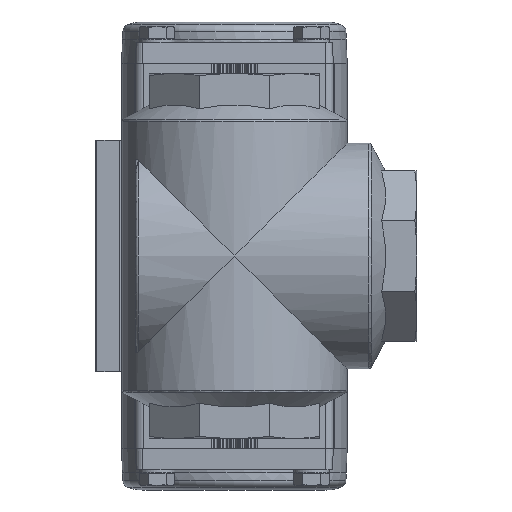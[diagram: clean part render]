
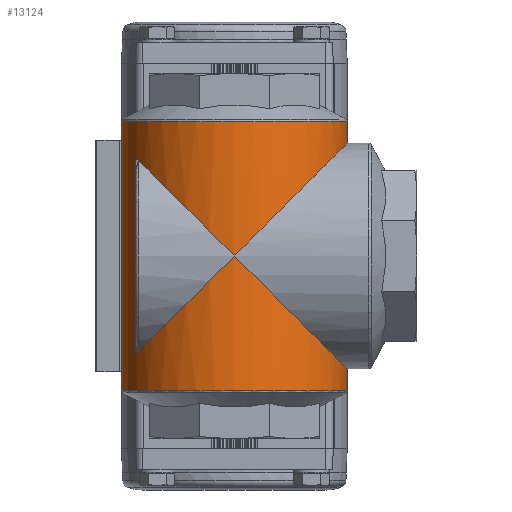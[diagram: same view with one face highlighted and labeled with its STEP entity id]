
A CAD part, front view. The second image highlights one B-rep face of the part: STEP entity #13124.
In plain terms, the highlighted cylindrical face has radius 36.5 mm (diameter 73 mm), a full revolution.
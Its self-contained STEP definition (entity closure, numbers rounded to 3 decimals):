
#147=ELLIPSE('',#14200,51.619,36.5);
#148=ELLIPSE('',#14201,51.619,36.5);
#149=ELLIPSE('',#14202,51.619,36.5);
#150=ELLIPSE('',#14203,51.619,36.5);
#151=ELLIPSE('',#14204,51.619,36.5);
#152=ELLIPSE('',#14205,51.619,36.5);
#670=B_SPLINE_CURVE_WITH_KNOTS('',3,(#20110,#20111,#20112,#20113,#20114,
#20115,#20116,#20117),.UNSPECIFIED.,.F.,.F.,(4,1,1,1,1,4),(0.032,
0.037,0.043,0.048,0.051,
0.053),.UNSPECIFIED.);
#672=B_SPLINE_CURVE_WITH_KNOTS('',3,(#20128,#20129,#20130,#20131,#20132,
#20133,#20134),.UNSPECIFIED.,.F.,.F.,(4,1,1,1,4),(0.075,0.08,
0.085,0.09,0.096),.UNSPECIFIED.);
#693=B_SPLINE_CURVE_WITH_KNOTS('',3,(#20323,#20324,#20325,#20326,#20327,
#20328,#20329,#20330),.UNSPECIFIED.,.F.,.F.,(4,1,1,1,1,4),(0.,
0.001,0.001,0.002,0.002,
0.002),.UNSPECIFIED.);
#694=B_SPLINE_CURVE_WITH_KNOTS('',3,(#20334,#20335,#20336,#20337,#20338,
#20339,#20340,#20341),.UNSPECIFIED.,.F.,.F.,(4,1,1,1,1,4),(0.003,
0.003,0.004,0.004,0.005,
0.005),.UNSPECIFIED.);
#695=B_SPLINE_CURVE_WITH_KNOTS('',3,(#20348,#20349,#20350,#20351,#20352,
#20353,#20354,#20355),.UNSPECIFIED.,.F.,.F.,(4,1,1,1,1,4),(0.,
0.001,0.001,0.002,0.002,
0.002),.UNSPECIFIED.);
#696=B_SPLINE_CURVE_WITH_KNOTS('',3,(#20359,#20360,#20361,#20362,#20363,
#20364,#20365,#20366),.UNSPECIFIED.,.F.,.F.,(4,1,1,1,1,4),(0.003,
0.003,0.004,0.004,0.005,
0.005),.UNSPECIFIED.);
#1354=LINE('',#20332,#2179);
#1355=LINE('',#20357,#2180);
#2179=VECTOR('',#16011,1000.);
#2180=VECTOR('',#16018,1000.);
#3193=ORIENTED_EDGE('',*,*,#6953,.F.);
#3194=ORIENTED_EDGE('',*,*,#6899,.F.);
#3195=ORIENTED_EDGE('',*,*,#6954,.F.);
#3196=ORIENTED_EDGE('',*,*,#6955,.T.);
#3197=ORIENTED_EDGE('',*,*,#6956,.F.);
#3198=ORIENTED_EDGE('',*,*,#6957,.T.);
#3199=ORIENTED_EDGE('',*,*,#6958,.F.);
#3200=ORIENTED_EDGE('',*,*,#6897,.F.);
#3201=ORIENTED_EDGE('',*,*,#6959,.F.);
#3202=ORIENTED_EDGE('',*,*,#6960,.F.);
#3203=ORIENTED_EDGE('',*,*,#6961,.T.);
#3204=ORIENTED_EDGE('',*,*,#6962,.F.);
#3205=ORIENTED_EDGE('',*,*,#6963,.T.);
#3206=ORIENTED_EDGE('',*,*,#6964,.F.);
#3207=ORIENTED_EDGE('',*,*,#6965,.F.);
#3208=ORIENTED_EDGE('',*,*,#6966,.T.);
#6897=EDGE_CURVE('',#8767,#8768,#670,.T.);
#6899=EDGE_CURVE('',#8769,#8770,#672,.T.);
#6953=EDGE_CURVE('',#8813,#8813,#10002,.T.);
#6954=EDGE_CURVE('',#8814,#8769,#147,.T.);
#6955=EDGE_CURVE('',#8814,#8815,#693,.T.);
#6956=EDGE_CURVE('',#8816,#8815,#1354,.F.);
#6957=EDGE_CURVE('',#8816,#8817,#694,.T.);
#6958=EDGE_CURVE('',#8768,#8817,#148,.F.);
#6959=EDGE_CURVE('',#8818,#8767,#149,.F.);
#6960=EDGE_CURVE('',#8819,#8818,#150,.F.);
#6961=EDGE_CURVE('',#8819,#8820,#695,.T.);
#6962=EDGE_CURVE('',#8821,#8820,#1355,.T.);
#6963=EDGE_CURVE('',#8821,#8822,#696,.T.);
#6964=EDGE_CURVE('',#8818,#8822,#151,.T.);
#6965=EDGE_CURVE('',#8770,#8818,#152,.T.);
#6966=EDGE_CURVE('',#8823,#8823,#10003,.T.);
#8767=VERTEX_POINT('',#20118);
#8768=VERTEX_POINT('',#20119);
#8769=VERTEX_POINT('',#20127);
#8770=VERTEX_POINT('',#20135);
#8813=VERTEX_POINT('',#20320);
#8814=VERTEX_POINT('',#20322);
#8815=VERTEX_POINT('',#20331);
#8816=VERTEX_POINT('',#20333);
#8817=VERTEX_POINT('',#20342);
#8818=VERTEX_POINT('',#20345);
#8819=VERTEX_POINT('',#20347);
#8820=VERTEX_POINT('',#20356);
#8821=VERTEX_POINT('',#20358);
#8822=VERTEX_POINT('',#20367);
#8823=VERTEX_POINT('',#20371);
#10002=CIRCLE('',#14199,36.5);
#10003=CIRCLE('',#14206,36.5);
#10637=EDGE_LOOP('',(#3193));
#10638=EDGE_LOOP('',(#3194,#3195,#3196,#3197,#3198,#3199,#3200,#3201,#3202,
#3203,#3204,#3205,#3206,#3207));
#10639=EDGE_LOOP('',(#3208));
#11779=FACE_BOUND('',#10637,.T.);
#11780=FACE_BOUND('',#10638,.T.);
#11781=FACE_BOUND('',#10639,.T.);
#12898=CYLINDRICAL_SURFACE('',#14198,36.5);
#13124=ADVANCED_FACE('',(#11779,#11780,#11781),#12898,.T.);
#14198=AXIS2_PLACEMENT_3D('',#20318,#16005,#16006);
#14199=AXIS2_PLACEMENT_3D('',#20319,#16007,#16008);
#14200=AXIS2_PLACEMENT_3D('',#20321,#16009,#16010);
#14201=AXIS2_PLACEMENT_3D('',#20343,#16012,#16013);
#14202=AXIS2_PLACEMENT_3D('',#20344,#16014,#16015);
#14203=AXIS2_PLACEMENT_3D('',#20346,#16016,#16017);
#14204=AXIS2_PLACEMENT_3D('',#20368,#16019,#16020);
#14205=AXIS2_PLACEMENT_3D('',#20369,#16021,#16022);
#14206=AXIS2_PLACEMENT_3D('',#20370,#16023,#16024);
#16005=DIRECTION('',(0.,0.,-1.));
#16006=DIRECTION('',(0.,1.,0.));
#16007=DIRECTION('',(0.,0.,-1.));
#16008=DIRECTION('',(0.,1.,0.));
#16009=DIRECTION('',(-0.707,0.,-0.707));
#16010=DIRECTION('',(0.707,0.,-0.707));
#16011=DIRECTION('',(0.,0.,-1.));
#16012=DIRECTION('',(0.707,0.,-0.707));
#16013=DIRECTION('',(-0.707,0.,-0.707));
#16014=DIRECTION('',(-0.707,0.,-0.707));
#16015=DIRECTION('',(0.707,0.,-0.707));
#16016=DIRECTION('',(0.707,0.,-0.707));
#16017=DIRECTION('',(-0.707,0.,-0.707));
#16018=DIRECTION('',(0.,0.,-1.));
#16019=DIRECTION('',(-0.707,0.,-0.707));
#16020=DIRECTION('',(0.707,0.,-0.707));
#16021=DIRECTION('',(0.707,0.,-0.707));
#16022=DIRECTION('',(-0.707,0.,-0.707));
#16023=DIRECTION('',(0.,0.,-1.));
#16024=DIRECTION('',(0.,1.,0.));
#20110=CARTESIAN_POINT('',(9.546,35.23,-9.546));
#20111=CARTESIAN_POINT('',(8.307,35.565,-10.784));
#20112=CARTESIAN_POINT('',(5.344,36.224,-12.779));
#20113=CARTESIAN_POINT('',(0.008,36.637,-13.858));
#20114=CARTESIAN_POINT('',(-4.438,36.296,-12.968));
#20115=CARTESIAN_POINT('',(-7.573,35.729,-11.279));
#20116=CARTESIAN_POINT('',(-8.922,35.399,-10.17));
#20117=CARTESIAN_POINT('',(-9.546,35.23,-9.546));
#20118=CARTESIAN_POINT('',(9.546,35.23,-9.546));
#20119=CARTESIAN_POINT('',(-9.546,35.23,-9.546));
#20127=CARTESIAN_POINT('',(-9.546,35.23,9.546));
#20128=CARTESIAN_POINT('',(-9.546,35.23,9.546));
#20129=CARTESIAN_POINT('',(-8.308,35.565,10.784));
#20130=CARTESIAN_POINT('',(-5.341,36.225,12.78));
#20131=CARTESIAN_POINT('',(-0.007,36.638,13.859));
#20132=CARTESIAN_POINT('',(5.343,36.225,12.782));
#20133=CARTESIAN_POINT('',(8.313,35.564,10.779));
#20134=CARTESIAN_POINT('',(9.546,35.23,9.546));
#20135=CARTESIAN_POINT('',(9.546,35.23,9.546));
#20318=CARTESIAN_POINT('',(0.,0.,-59.));
#20319=CARTESIAN_POINT('',(0.,0.,-43.406));
#20320=CARTESIAN_POINT('',(0.,36.5,-43.406));
#20321=CARTESIAN_POINT('',(0.,0.,0.));
#20322=CARTESIAN_POINT('',(-31.,19.268,31.));
#20323=CARTESIAN_POINT('',(-31.,19.268,31.));
#20324=CARTESIAN_POINT('',(-31.091,19.122,31.091));
#20325=CARTESIAN_POINT('',(-31.275,18.821,31.247));
#20326=CARTESIAN_POINT('',(-31.562,18.336,31.386));
#20327=CARTESIAN_POINT('',(-31.81,17.9,31.384));
#20328=CARTESIAN_POINT('',(-31.975,17.602,31.155));
#20329=CARTESIAN_POINT('',(-32.,17.557,30.952));
#20330=CARTESIAN_POINT('',(-32.,17.557,30.854));
#20331=CARTESIAN_POINT('',(-32.,17.557,30.854));
#20332=CARTESIAN_POINT('',(-32.,17.557,-59.));
#20333=CARTESIAN_POINT('',(-32.,17.557,-30.854));
#20334=CARTESIAN_POINT('',(-32.,17.557,-30.854));
#20335=CARTESIAN_POINT('',(-32.,17.557,-30.952));
#20336=CARTESIAN_POINT('',(-31.976,17.602,-31.153));
#20337=CARTESIAN_POINT('',(-31.811,17.899,-31.384));
#20338=CARTESIAN_POINT('',(-31.562,18.335,-31.386));
#20339=CARTESIAN_POINT('',(-31.277,18.817,-31.249));
#20340=CARTESIAN_POINT('',(-31.091,19.122,-31.091));
#20341=CARTESIAN_POINT('',(-31.,19.268,-31.));
#20342=CARTESIAN_POINT('',(-31.,19.268,-31.));
#20343=CARTESIAN_POINT('',(0.,0.,0.));
#20344=CARTESIAN_POINT('',(0.,0.,0.));
#20345=CARTESIAN_POINT('',(0.,-36.5,0.));
#20346=CARTESIAN_POINT('',(0.,0.,0.));
#20347=CARTESIAN_POINT('',(-31.,-19.268,-31.));
#20348=CARTESIAN_POINT('',(-31.,-19.268,-31.));
#20349=CARTESIAN_POINT('',(-31.091,-19.122,-31.091));
#20350=CARTESIAN_POINT('',(-31.275,-18.821,-31.247));
#20351=CARTESIAN_POINT('',(-31.562,-18.336,-31.386));
#20352=CARTESIAN_POINT('',(-31.81,-17.9,-31.384));
#20353=CARTESIAN_POINT('',(-31.975,-17.602,-31.155));
#20354=CARTESIAN_POINT('',(-32.,-17.557,-30.952));
#20355=CARTESIAN_POINT('',(-32.,-17.557,-30.854));
#20356=CARTESIAN_POINT('',(-32.,-17.557,-30.854));
#20357=CARTESIAN_POINT('',(-32.,-17.557,-59.));
#20358=CARTESIAN_POINT('',(-32.,-17.557,30.854));
#20359=CARTESIAN_POINT('',(-32.,-17.557,30.854));
#20360=CARTESIAN_POINT('',(-32.,-17.557,30.952));
#20361=CARTESIAN_POINT('',(-31.976,-17.602,31.153));
#20362=CARTESIAN_POINT('',(-31.811,-17.899,31.384));
#20363=CARTESIAN_POINT('',(-31.562,-18.335,31.386));
#20364=CARTESIAN_POINT('',(-31.277,-18.817,31.249));
#20365=CARTESIAN_POINT('',(-31.091,-19.122,31.091));
#20366=CARTESIAN_POINT('',(-31.,-19.268,31.));
#20367=CARTESIAN_POINT('',(-31.,-19.268,31.));
#20368=CARTESIAN_POINT('',(0.,0.,0.));
#20369=CARTESIAN_POINT('',(0.,0.,0.));
#20370=CARTESIAN_POINT('',(0.,0.,43.406));
#20371=CARTESIAN_POINT('',(0.,36.5,43.406));
